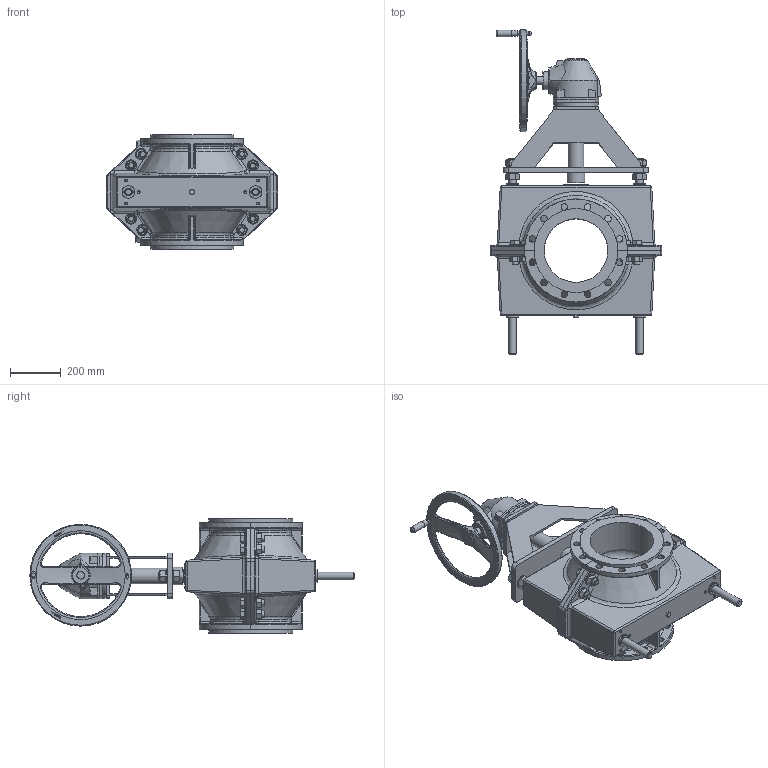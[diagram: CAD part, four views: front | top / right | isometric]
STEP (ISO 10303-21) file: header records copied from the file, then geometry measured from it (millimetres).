
FILE_DESCRIPTION((''),'2;1');
FILE_NAME('BE250MG10-151.stp','2019-06-27T10:08:49',('niko.tikander'),(''),'Autodesk Inventor 2011','Autodesk Inventor 2011','');
FILE_SCHEMA(('AUTOMOTIVE_DESIGN { 1 0 10303 214 1 1 1 1 }'));
Length unit declared in the file: inch
Products named in the file (1): BE250MG10-151_Shrinkwrap_1
Bounding box: 674 x 1275.5 x 450 mm (x, y, z)
Surface area: 4816843.4 mm2 (no closed solid volume)
Topology: 0 solids, 88 shells, 1538 faces, 3760 edges, 2341 vertices
Faces by surface type: plane 593, cylinder 337, cone 275, bspline 229, torus 74, sphere 30
Full cylindrical faces by diameter (mm): 5.3 x4, 6 x8, 6.8 x4, 7.5 x1, 8.5 x4, 11.3 x6, 13 x4, 14 x4, 18 x1, 23 x2, 24 x10, 25 x1, 26 x24, 26.5 x2, 30 x4, 34 x2, 41.91 x2, 43.5 x16, 45 x2, 50 x11, 60 x2, 70 x3, 75 x1, 84.5 x1, 85 x1, 100 x2, 175 x1, 180 x1, 250 x3, 282 x3
Entity records: 107208 total; most frequent: CARTESIAN_POINT 73090, ORIENTED_EDGE 6643, DIRECTION 6337, EDGE_CURVE 3519, AXIS2_PLACEMENT_3D 2546, VERTEX_POINT 2292, EDGE_LOOP 1928, FACE_OUTER_BOUND 1538
